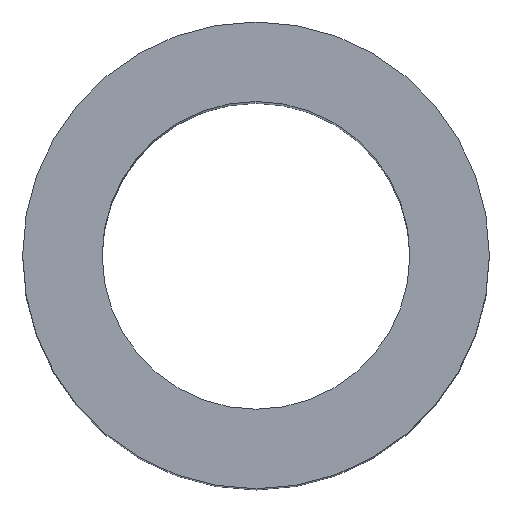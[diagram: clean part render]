
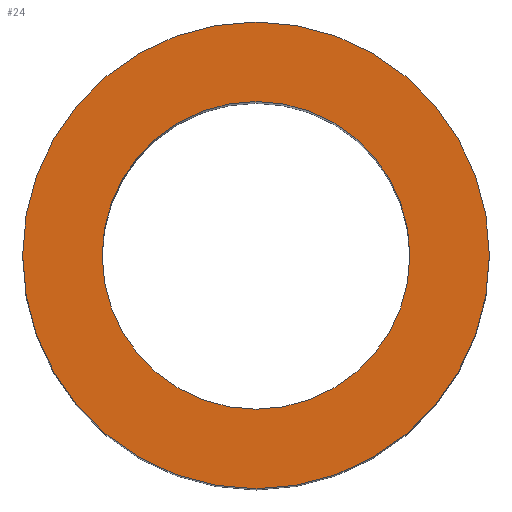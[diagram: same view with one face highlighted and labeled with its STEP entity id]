
A CAD part, top view. The second image highlights one B-rep face of the part: STEP entity #24.
In plain terms, the highlighted planar face has unit normal (0, 0, 1).
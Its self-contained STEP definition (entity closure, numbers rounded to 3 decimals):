
#18 = ORIENTED_EDGE ( 'NONE', *, *, #19, .T. ) ;
#19 = EDGE_CURVE ( 'NONE', #122, #121, #226, .T. ) ;
#22 = EDGE_CURVE ( 'NONE', #144, #147, #217, .T. ) ;
#23 = EDGE_LOOP ( 'NONE', ( #18, #179 ) ) ;
#24 = ADVANCED_FACE ( 'NONE', ( #212, #211 ), #210, .F. ) ;
#120 = EDGE_CURVE ( 'NONE', #121, #122, #398, .T. ) ;
#121 = VERTEX_POINT ( 'NONE', #394 ) ;
#122 = VERTEX_POINT ( 'NONE', #393 ) ;
#144 = VERTEX_POINT ( 'NONE', #386 ) ;
#146 = EDGE_CURVE ( 'NONE', #147, #144, #385, .T. ) ;
#147 = VERTEX_POINT ( 'NONE', #380 ) ;
#177 = ORIENTED_EDGE ( 'NONE', *, *, #22, .T. ) ;
#179 = ORIENTED_EDGE ( 'NONE', *, *, #120, .T. ) ;
#180 = EDGE_LOOP ( 'NONE', ( #181, #177 ) ) ;
#181 = ORIENTED_EDGE ( 'NONE', *, *, #146, .T. ) ;
#205 = DIRECTION ( 'NONE',  ( -1., 0., 0. ) ) ;
#206 = DIRECTION ( 'NONE',  ( 0., 0., -1. ) ) ;
#207 = AXIS2_PLACEMENT_3D ( 'NONE', #209, #206, #205 ) ;
#209 = CARTESIAN_POINT ( 'NONE',  ( 0., 6.75, 0. ) ) ;
#210 = PLANE ( 'NONE',  #207 ) ;
#211 = FACE_OUTER_BOUND ( 'NONE', #180, .T. ) ;
#212 = FACE_BOUND ( 'NONE', #23, .T. ) ;
#213 = DIRECTION ( 'NONE',  ( 1., 0., 0. ) ) ;
#214 = DIRECTION ( 'NONE',  ( 0., 0., 1. ) ) ;
#215 = CARTESIAN_POINT ( 'NONE',  ( 0., 0., 0. ) ) ;
#216 = AXIS2_PLACEMENT_3D ( 'NONE', #215, #214, #213 ) ;
#217 = CIRCLE ( 'NONE', #216, 6.75 ) ;
#222 = DIRECTION ( 'NONE',  ( 0., 1., 0. ) ) ;
#223 = DIRECTION ( 'NONE',  ( 0., 0., -1. ) ) ;
#224 = CARTESIAN_POINT ( 'NONE',  ( 0., 0., 0. ) ) ;
#225 = AXIS2_PLACEMENT_3D ( 'NONE', #224, #223, #222 ) ;
#226 = CIRCLE ( 'NONE', #225, 4.45 ) ;
#380 = CARTESIAN_POINT ( 'NONE',  ( 6.75, 0., 0. ) ) ;
#381 = DIRECTION ( 'NONE',  ( 1., 0., 0. ) ) ;
#382 = DIRECTION ( 'NONE',  ( 0., 0., 1. ) ) ;
#383 = CARTESIAN_POINT ( 'NONE',  ( 0., 0., 0. ) ) ;
#384 = AXIS2_PLACEMENT_3D ( 'NONE', #383, #382, #381 ) ;
#385 = CIRCLE ( 'NONE', #384, 6.75 ) ;
#386 = CARTESIAN_POINT ( 'NONE',  ( -6.75, 0., 0. ) ) ;
#393 = CARTESIAN_POINT ( 'NONE',  ( 0., 4.45, 0. ) ) ;
#394 = CARTESIAN_POINT ( 'NONE',  ( 0., -4.45, 0. ) ) ;
#395 = DIRECTION ( 'NONE',  ( 0., 1., 0. ) ) ;
#396 = DIRECTION ( 'NONE',  ( 0., 0., -1. ) ) ;
#397 = AXIS2_PLACEMENT_3D ( 'NONE', #404, #396, #395 ) ;
#398 = CIRCLE ( 'NONE', #397, 4.45 ) ;
#404 = CARTESIAN_POINT ( 'NONE',  ( 0., 0., 0. ) ) ;
